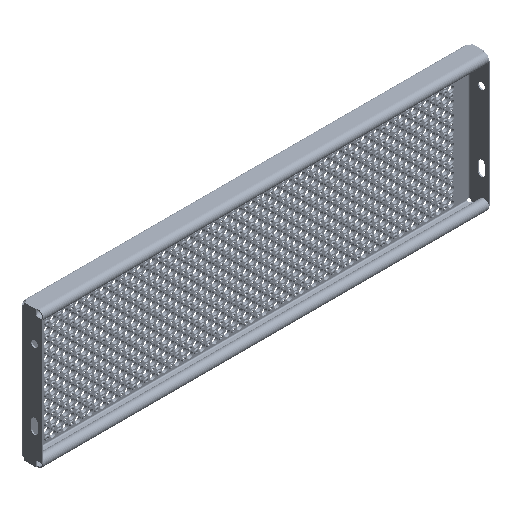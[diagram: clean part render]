
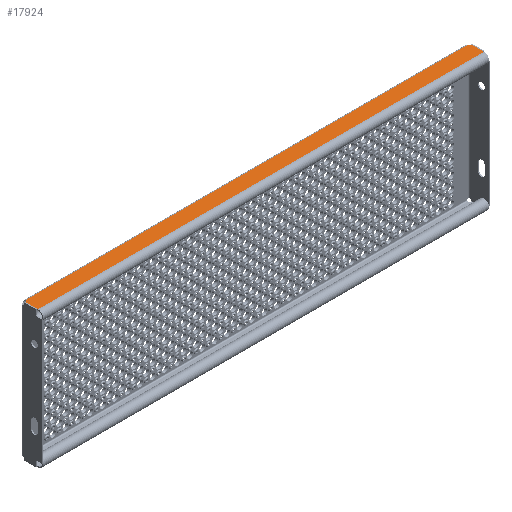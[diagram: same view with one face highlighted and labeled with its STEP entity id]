
A CAD part, isometric view. The second image highlights one B-rep face of the part: STEP entity #17924.
In plain terms, the highlighted planar face has unit normal (0, 0, 1).
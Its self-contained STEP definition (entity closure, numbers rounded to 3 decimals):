
#6795 = LINE ( 'NONE', #35700, #31826 ) ;
#6803 = LINE ( 'NONE', #35858, #31836 ) ;
#6814 = LINE ( 'NONE', #35874, #31850 ) ;
#6819 = LINE ( 'NONE', #35899, #31871 ) ;
#17924 = ADVANCED_FACE ( 'NONE', ( #231811 ), #228246, .T. ) ;
#31826 = VECTOR ( 'NONE', #35701, 1000. ) ;
#31836 = VECTOR ( 'NONE', #35860, 1000. ) ;
#31850 = VECTOR ( 'NONE', #35876, 1000. ) ;
#31859 = CIRCLE ( 'NONE', #31873, 5. ) ;
#31863 = CIRCLE ( 'NONE', #31865, 5. ) ;
#31865 = AXIS2_PLACEMENT_3D ( 'NONE', #35894, #35895, #35897 ) ;
#31871 = VECTOR ( 'NONE', #35901, 1000. ) ;
#31873 = AXIS2_PLACEMENT_3D ( 'NONE', #35903, #35905, #35907 ) ;
#35700 = CARTESIAN_POINT ( 'NONE',  ( -447.99, -7.185, 137.5 ) ) ;
#35701 = DIRECTION ( 'NONE',  ( 0., -1., 0. ) ) ;
#35858 = CARTESIAN_POINT ( 'NONE',  ( -449., -4., 137.5 ) ) ;
#35860 = DIRECTION ( 'NONE',  ( 1., 0., 0. ) ) ;
#35874 = CARTESIAN_POINT ( 'NONE',  ( 447.99, -7.185, 137.5 ) ) ;
#35876 = DIRECTION ( 'NONE',  ( 0., 1., 0. ) ) ;
#35894 = CARTESIAN_POINT ( 'NONE',  ( 449., -2.288, 137.5 ) ) ;
#35895 = DIRECTION ( 'NONE',  ( 0., 0., -1. ) ) ;
#35897 = DIRECTION ( 'NONE',  ( 0., -1., 0. ) ) ;
#35899 = CARTESIAN_POINT ( 'NONE',  ( -447.99, -32.498, 137.5 ) ) ;
#35901 = DIRECTION ( 'NONE',  ( 1., 0., 0. ) ) ;
#35903 = CARTESIAN_POINT ( 'NONE',  ( -449., -2.288, 137.5 ) ) ;
#35905 = DIRECTION ( 'NONE',  ( 0., 0., -1. ) ) ;
#35907 = DIRECTION ( 'NONE',  ( 0., -1., 0. ) ) ;
#37938 = EDGE_LOOP ( 'NONE', ( #77941, #77943, #77939, #77942, #77944, #77946 ) ) ;
#74827 = EDGE_CURVE ( 'NONE', #249110, #249104, #6795, .T. ) ;
#74840 = EDGE_CURVE ( 'NONE', #249119, #249122, #6803, .T. ) ;
#74844 = EDGE_CURVE ( 'NONE', #249133, #249142, #6814, .T. ) ;
#74848 = EDGE_CURVE ( 'NONE', #249142, #249122, #31863, .T. ) ;
#74849 = EDGE_CURVE ( 'NONE', #249104, #249133, #6819, .T. ) ;
#74850 = EDGE_CURVE ( 'NONE', #249119, #249110, #31859, .T. ) ;
#77939 = ORIENTED_EDGE ( 'NONE', *, *, #74848, .T. ) ;
#77941 = ORIENTED_EDGE ( 'NONE', *, *, #74849, .T. ) ;
#77942 = ORIENTED_EDGE ( 'NONE', *, *, #74840, .F. ) ;
#77943 = ORIENTED_EDGE ( 'NONE', *, *, #74844, .T. ) ;
#77944 = ORIENTED_EDGE ( 'NONE', *, *, #74850, .T. ) ;
#77946 = ORIENTED_EDGE ( 'NONE', *, *, #74827, .T. ) ;
#126503 = CARTESIAN_POINT ( 'NONE',  ( -447.99, -32.498, 137.5 ) ) ;
#126505 = CARTESIAN_POINT ( 'NONE',  ( -447.99, -7.185, 137.5 ) ) ;
#126509 = CARTESIAN_POINT ( 'NONE',  ( -444.302, -4., 137.5 ) ) ;
#126511 = CARTESIAN_POINT ( 'NONE',  ( 444.302, -4., 137.5 ) ) ;
#126516 = CARTESIAN_POINT ( 'NONE',  ( 447.99, -32.498, 137.5 ) ) ;
#126520 = CARTESIAN_POINT ( 'NONE',  ( 447.99, -7.185, 137.5 ) ) ;
#226881 = AXIS2_PLACEMENT_3D ( 'NONE', #228248, #228250, #228252 ) ;
#228246 = PLANE ( 'NONE',  #226881 ) ;
#228248 = CARTESIAN_POINT ( 'NONE',  ( -449., 270.712, 137.5 ) ) ;
#228250 = DIRECTION ( 'NONE',  ( 0., 0., 1. ) ) ;
#228252 = DIRECTION ( 'NONE',  ( 0., -1., 0. ) ) ;
#231811 = FACE_OUTER_BOUND ( 'NONE', #37938, .T. ) ;
#249104 = VERTEX_POINT ( 'NONE', #126503 ) ;
#249110 = VERTEX_POINT ( 'NONE', #126505 ) ;
#249119 = VERTEX_POINT ( 'NONE', #126509 ) ;
#249122 = VERTEX_POINT ( 'NONE', #126511 ) ;
#249133 = VERTEX_POINT ( 'NONE', #126516 ) ;
#249142 = VERTEX_POINT ( 'NONE', #126520 ) ;
